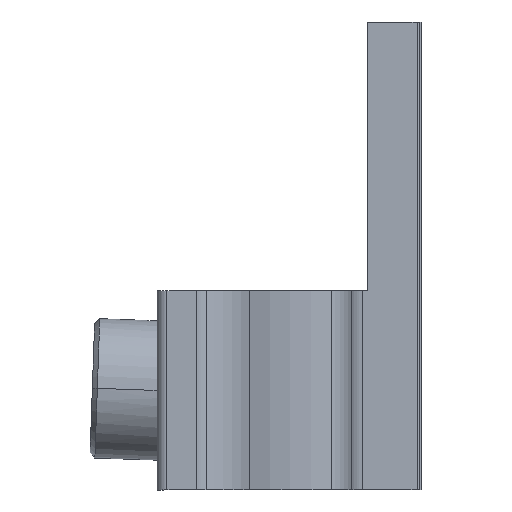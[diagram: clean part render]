
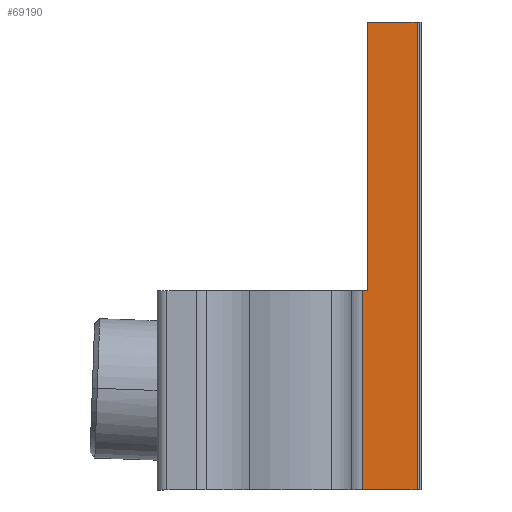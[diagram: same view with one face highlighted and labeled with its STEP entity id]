
A CAD part, left-side view. The second image highlights one B-rep face of the part: STEP entity #69190.
In plain terms, the highlighted planar face has unit normal (-1, 0, 0).
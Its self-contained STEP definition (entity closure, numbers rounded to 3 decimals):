
#4750=CARTESIAN_POINT('',(-40.851,255.695,
35.15));
#4760=VERTEX_POINT('',#4750);
#13150=CARTESIAN_POINT('',(-40.851,261.214,
35.15));
#13160=VERTEX_POINT('',#13150);
#13190=CARTESIAN_POINT('',(-40.851,255.811,
35.15));
#13200=DIRECTION('',(0.,-1.,0.));
#13210=VECTOR('',#13200,1.);
#13220=LINE('',#13190,#13210);
#13230=EDGE_CURVE('',#13160,#4760,#13220,.T.);
#22570=CARTESIAN_POINT('',(-40.851,260.711,
82.15));
#22580=VERTEX_POINT('',#22570);
#22610=CARTESIAN_POINT('',(-40.851,260.711,
38.15));
#22620=DIRECTION('',(0.,0.,-1.));
#22630=VECTOR('',#22620,1.);
#22640=LINE('',#22610,#22630);
#22650=CARTESIAN_POINT('',(-40.851,260.711,
55.15));
#22660=VERTEX_POINT('',#22650);
#22670=EDGE_CURVE('',#22580,#22660,#22640,.T.);
#31330=CARTESIAN_POINT('',(-40.851,255.695,
82.15));
#31340=VERTEX_POINT('',#31330);
#31370=CARTESIAN_POINT('',(-40.851,255.811,
82.15));
#31380=DIRECTION('',(0.,1.,0.));
#31390=VECTOR('',#31380,1.);
#31400=LINE('',#31370,#31390);
#31410=EDGE_CURVE('',#31340,#22580,#31400,.T.);
#32660=CARTESIAN_POINT('',(-40.851,261.214,
55.15));
#32670=VERTEX_POINT('',#32660);
#32700=CARTESIAN_POINT('',(-40.851,261.214,
55.15));
#32710=DIRECTION('',(0.,0.,-1.));
#32720=VECTOR('',#32710,1.);
#32730=LINE('',#32700,#32720);
#32740=EDGE_CURVE('',#32670,#13160,#32730,.T.);
#54420=CARTESIAN_POINT('',(-40.851,255.695,
34.15));
#54430=DIRECTION('',(0.,0.,1.));
#54440=VECTOR('',#54430,1.);
#54450=LINE('',#54420,#54440);
#54460=EDGE_CURVE('',#4760,#31340,#54450,.T.);
#68810=CARTESIAN_POINT('',(-40.851,255.811,
55.15));
#68820=DIRECTION('',(0.,1.,0.));
#68830=VECTOR('',#68820,1.);
#68840=LINE('',#68810,#68830);
#68850=EDGE_CURVE('',#22660,#32670,#68840,.T.);
#69060=CARTESIAN_POINT('',(-40.851,261.211,
38.15));
#69070=DIRECTION('',(-1.,0.,0.));
#69080=DIRECTION('',(0.,1.,0.));
#69090=AXIS2_PLACEMENT_3D('',#69060,#69070,#69080);
#69100=PLANE('',#69090);
#69110=ORIENTED_EDGE('',*,*,#68850,.T.);
#69120=ORIENTED_EDGE('',*,*,#22670,.T.);
#69130=ORIENTED_EDGE('',*,*,#31410,.T.);
#69140=ORIENTED_EDGE('',*,*,#54460,.T.);
#69150=ORIENTED_EDGE('',*,*,#13230,.T.);
#69160=ORIENTED_EDGE('',*,*,#32740,.T.);
#69170=EDGE_LOOP('',(#69160,#69150,#69140,#69130,#69120,#69110));
#69180=FACE_OUTER_BOUND('',#69170,.T.);
#69190=ADVANCED_FACE('',(#69180),#69100,.T.);
